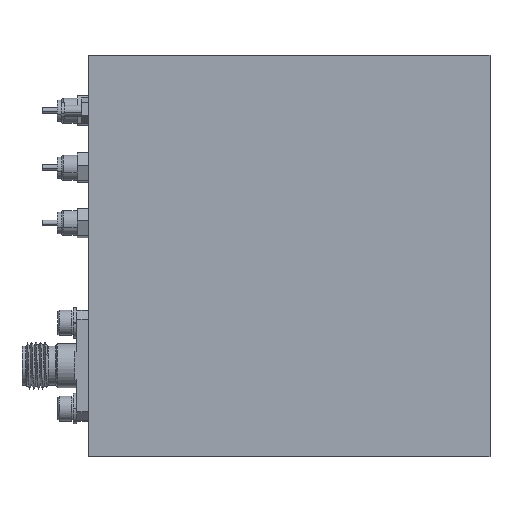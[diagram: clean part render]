
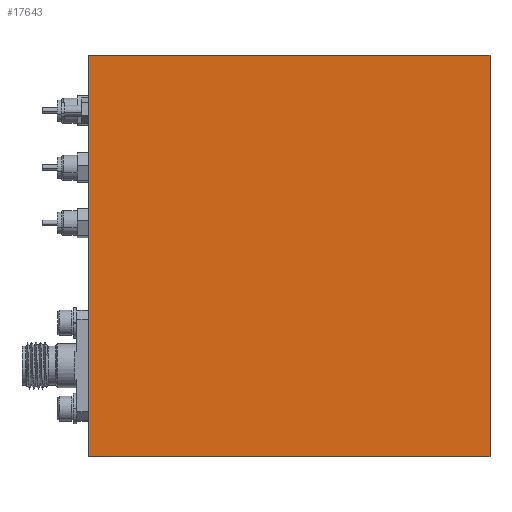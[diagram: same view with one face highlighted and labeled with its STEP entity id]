
A CAD part, front view. The second image highlights one B-rep face of the part: STEP entity #17643.
In plain terms, the highlighted planar face has unit normal (0, -1, 0).
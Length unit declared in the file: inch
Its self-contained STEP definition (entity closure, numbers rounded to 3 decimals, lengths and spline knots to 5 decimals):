
#94 = DIRECTION ( 'NONE',  ( 0., 1., 0. ) ) ;
#855 = EDGE_CURVE ( 'NONE', #10826, #16256, #7680, .T. ) ;
#1221 = CARTESIAN_POINT ( 'NONE',  ( 3.68695, -1.33066, -2.02467 ) ) ;
#1988 = CARTESIAN_POINT ( 'NONE',  ( 1.43695, -1.33066, -2.02467 ) ) ;
#2161 = FACE_OUTER_BOUND ( 'NONE', #8091, .T. ) ;
#3160 = EDGE_CURVE ( 'NONE', #5620, #10826, #17271, .T. ) ;
#4485 = EDGE_CURVE ( 'NONE', #16256, #18928, #12017, .T. ) ;
#5570 = VECTOR ( 'NONE', #11223, 39.37008 ) ;
#5620 = VERTEX_POINT ( 'NONE', #26135 ) ;
#5838 = CARTESIAN_POINT ( 'NONE',  ( 3.68695, -1.33066, -2.02467 ) ) ;
#6170 = ORIENTED_EDGE ( 'NONE', *, *, #3160, .F. ) ;
#6776 = ORIENTED_EDGE ( 'NONE', *, *, #855, .F. ) ;
#7323 = CARTESIAN_POINT ( 'NONE',  ( 3.68695, -1.33066, 0.22533 ) ) ;
#7404 = CARTESIAN_POINT ( 'NONE',  ( 1.43695, -1.33066, -2.02467 ) ) ;
#7680 = LINE ( 'NONE', #5838, #25293 ) ;
#8048 = DIRECTION ( 'NONE',  ( 0., 0., -1. ) ) ;
#8091 = EDGE_LOOP ( 'NONE', ( #6776, #6170, #13151, #28391 ) ) ;
#9399 = LINE ( 'NONE', #7404, #14782 ) ;
#10826 = VERTEX_POINT ( 'NONE', #7323 ) ;
#11223 = DIRECTION ( 'NONE',  ( -1., 0., 0. ) ) ;
#12017 = LINE ( 'NONE', #1988, #5570 ) ;
#13151 = ORIENTED_EDGE ( 'NONE', *, *, #15777, .F. ) ;
#14782 = VECTOR ( 'NONE', #21033, 39.37008 ) ;
#15777 = EDGE_CURVE ( 'NONE', #18928, #5620, #9399, .T. ) ;
#15896 = DIRECTION ( 'NONE',  ( 0., 0., 1. ) ) ;
#16256 = VERTEX_POINT ( 'NONE', #1221 ) ;
#17271 = LINE ( 'NONE', #18014, #22652 ) ;
#17643 = ADVANCED_FACE ( 'NONE', ( #2161 ), #20851, .F. ) ;
#18014 = CARTESIAN_POINT ( 'NONE',  ( 1.43695, -1.33066, 0.22533 ) ) ;
#18928 = VERTEX_POINT ( 'NONE', #19948 ) ;
#19948 = CARTESIAN_POINT ( 'NONE',  ( 1.43695, -1.33066, -2.02467 ) ) ;
#20207 = DIRECTION ( 'NONE',  ( 1., 0., 0. ) ) ;
#20544 = CARTESIAN_POINT ( 'NONE',  ( 2.56195, -1.33066, -0.89967 ) ) ;
#20851 = PLANE ( 'NONE',  #21728 ) ;
#21033 = DIRECTION ( 'NONE',  ( 0., 0., 1. ) ) ;
#21728 = AXIS2_PLACEMENT_3D ( 'NONE', #20544, #94, #15896 ) ;
#22652 = VECTOR ( 'NONE', #20207, 39.37008 ) ;
#25293 = VECTOR ( 'NONE', #8048, 39.37008 ) ;
#26135 = CARTESIAN_POINT ( 'NONE',  ( 1.43695, -1.33066, 0.22533 ) ) ;
#28391 = ORIENTED_EDGE ( 'NONE', *, *, #4485, .F. ) ;
